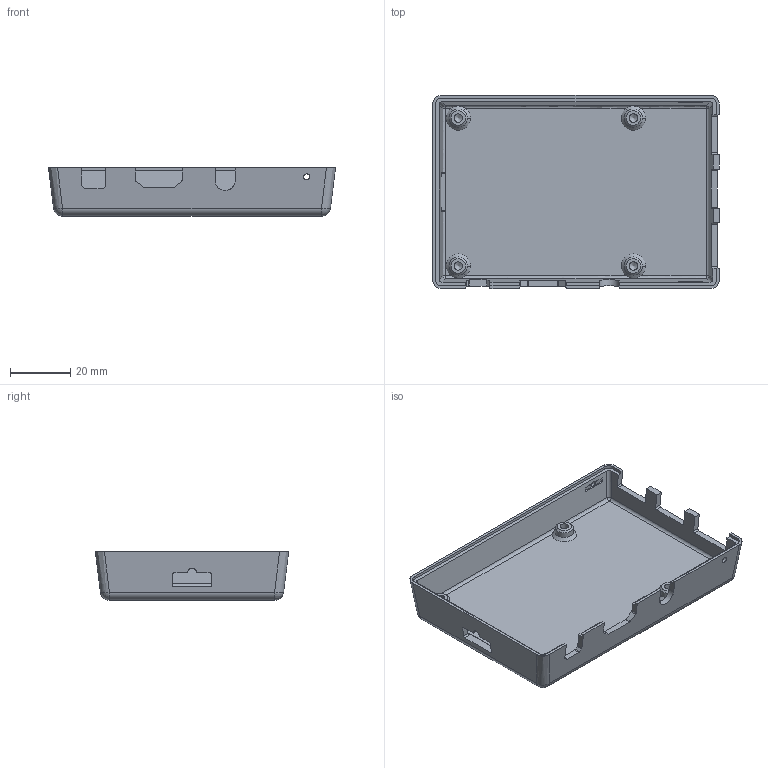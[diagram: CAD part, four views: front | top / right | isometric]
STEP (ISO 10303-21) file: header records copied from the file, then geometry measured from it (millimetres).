
FILE_DESCRIPTION(('FreeCAD Model'),'2;1');
FILE_NAME('Open CASCADE Shape Model','2024-01-15T11:48:57',(''),(''), 'Open CASCADE STEP processor 7.6','FreeCAD','Unknown');
FILE_SCHEMA(('AUTOMOTIVE_DESIGN { 1 0 10303 214 1 1 1 1 }'));
Length unit declared in the file: millimetre
Products named in the file (1): Bottom
Bounding box: 95 x 64 x 16 mm (x, y, z)
Volume: 29042.9 mm3; surface area: 19737.7 mm2
Topology: 1 solids, 1 shells, 211 faces, 592 edges, 378 vertices
Faces by surface type: plane 111, cylinder 48, bspline 28, cone 16, sphere 8
Full cylindrical faces by diameter (mm): 2 x2, 2.8 x4, 6 x4
Entity records: 8328 total; most frequent: CARTESIAN_POINT 3312, ORIENTED_EDGE 1160, DIRECTION 860, EDGE_CURVE 580, VERTEX_POINT 378, LINE 292, VECTOR 292, AXIS2_PLACEMENT_3D 284
